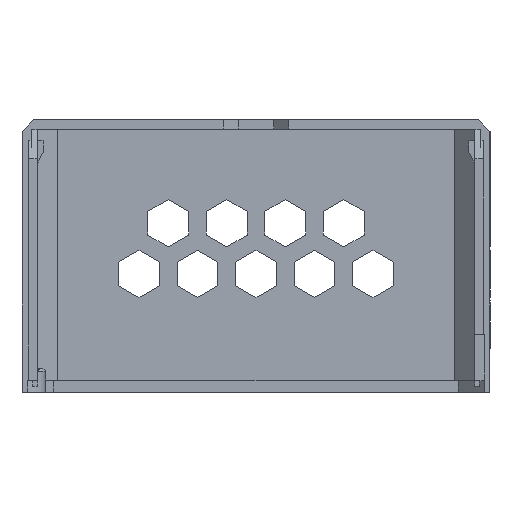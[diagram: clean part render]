
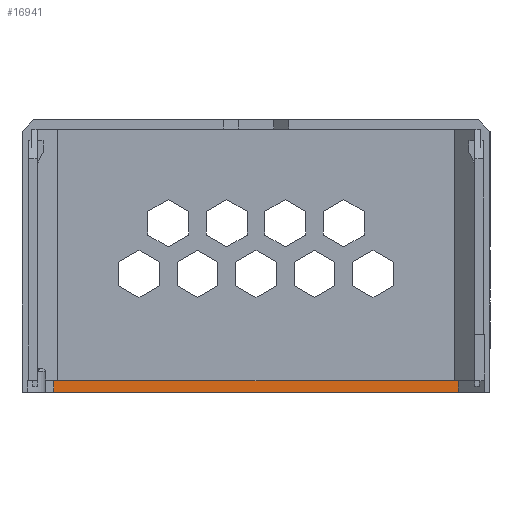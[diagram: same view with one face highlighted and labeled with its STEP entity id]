
A CAD part, left-side view. The second image highlights one B-rep face of the part: STEP entity #16941.
In plain terms, the highlighted planar face has unit normal (-1, 0, 0).
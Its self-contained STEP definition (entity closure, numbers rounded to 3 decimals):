
#16941=ADVANCED_FACE('',(#33343),#33345,.T.);
#33343=FACE_BOUND('',#33344,.T.);
#33344=EDGE_LOOP('',(#45754,#45755,#45756,#45757));
#33345=PLANE('',#33346);
#33346=AXIS2_PLACEMENT_3D('',#33347,#33348,#33349);
#33347=CARTESIAN_POINT('',(202.25,5.414,-43.));
#33348=DIRECTION('',(-1.,0.,0.));
#33349=DIRECTION('',(0.,1.,0.));
#45754=ORIENTED_EDGE('',*,*,#52729,.T.);
#45755=ORIENTED_EDGE('',*,*,#52769,.T.);
#45756=ORIENTED_EDGE('',*,*,#50644,.F.);
#45757=ORIENTED_EDGE('',*,*,#52768,.F.);
#50644=EDGE_CURVE('',#59299,#59301,#59302,.T.);
#52729=EDGE_CURVE('',#62447,#62445,#62448,.T.);
#52768=EDGE_CURVE('',#62447,#59299,#62505,.T.);
#52769=EDGE_CURVE('',#62445,#59301,#62506,.T.);
#59299=VERTEX_POINT('',#76533);
#59301=VERTEX_POINT('',#76537);
#59302=LINE('',#76538,#76539);
#62445=VERTEX_POINT('',#83938);
#62447=VERTEX_POINT('',#83942);
#62448=LINE('',#83943,#83944);
#62505=LINE('',#84078,#84079);
#62506=LINE('',#84081,#84082);
#76533=CARTESIAN_POINT('',(202.25,5.414,-45.));
#76537=CARTESIAN_POINT('',(202.25,74.586,-45.));
#76538=CARTESIAN_POINT('',(202.25,5.414,-45.));
#76539=VECTOR('',#76540,1.);
#76540=DIRECTION('',(0.,1.,0.));
#83938=CARTESIAN_POINT('',(202.25,74.586,-43.));
#83942=CARTESIAN_POINT('',(202.25,5.414,-43.));
#83943=CARTESIAN_POINT('',(202.25,5.414,-43.));
#83944=VECTOR('',#83945,1.);
#83945=DIRECTION('',(0.,1.,0.));
#84078=CARTESIAN_POINT('',(202.25,5.414,-43.));
#84079=VECTOR('',#84080,1.);
#84080=DIRECTION('',(0.,0.,-1.));
#84081=CARTESIAN_POINT('',(202.25,74.586,-43.));
#84082=VECTOR('',#84083,1.);
#84083=DIRECTION('',(0.,0.,-1.));
